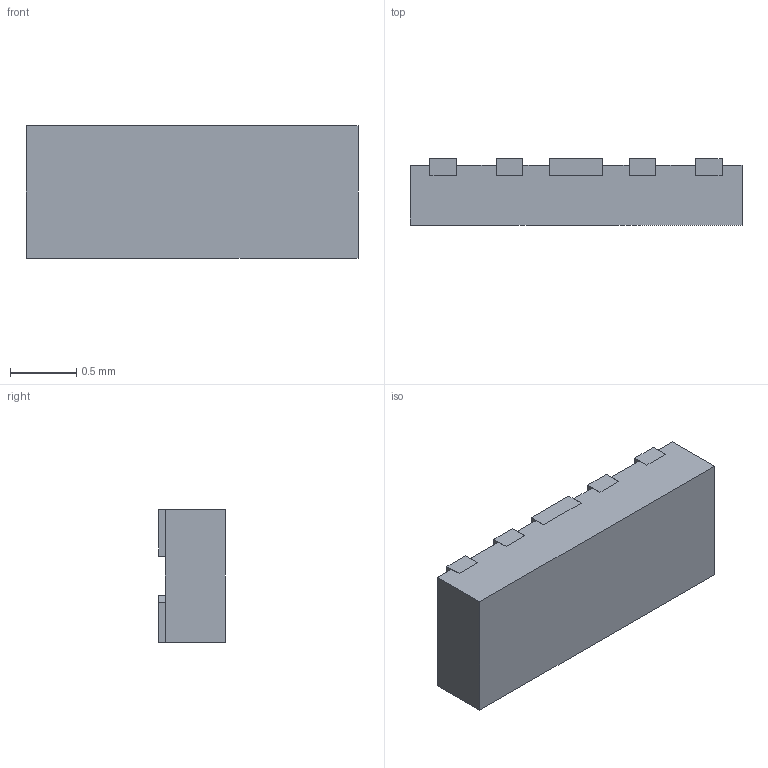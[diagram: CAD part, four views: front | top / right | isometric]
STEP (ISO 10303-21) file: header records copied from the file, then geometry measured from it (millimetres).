
FILE_DESCRIPTION (( 'STEP AP214' ), '1' );
FILE_NAME ('ESDR0524PMUTAG.STEP', '2023-05-26T11:12:26', ( '' ), ( '' ), 'SwSTEP 2.0', 'SolidWorks 2021', '' );
FILE_SCHEMA (( 'AUTOMOTIVE_DESIGN' ));
Length unit declared in the file: millimetre
Products named in the file (1): ESDR0524PMUTAG
Bounding box: 2.5 x 0.5 x 1 mm (x, y, z)
Volume: 1.2 mm3; surface area: 11.9 mm2
Topology: 11 solids, 11 shells, 108 faces, 258 edges, 172 vertices
Faces by surface type: plane 108
Entity records: 3923 total; most frequent: CARTESIAN_POINT 539, ORIENTED_EDGE 516, DIRECTION 476, LINE 258, VECTOR 258, EDGE_CURVE 258, VERTEX_POINT 172, AXIS2_PLACEMENT_3D 109
